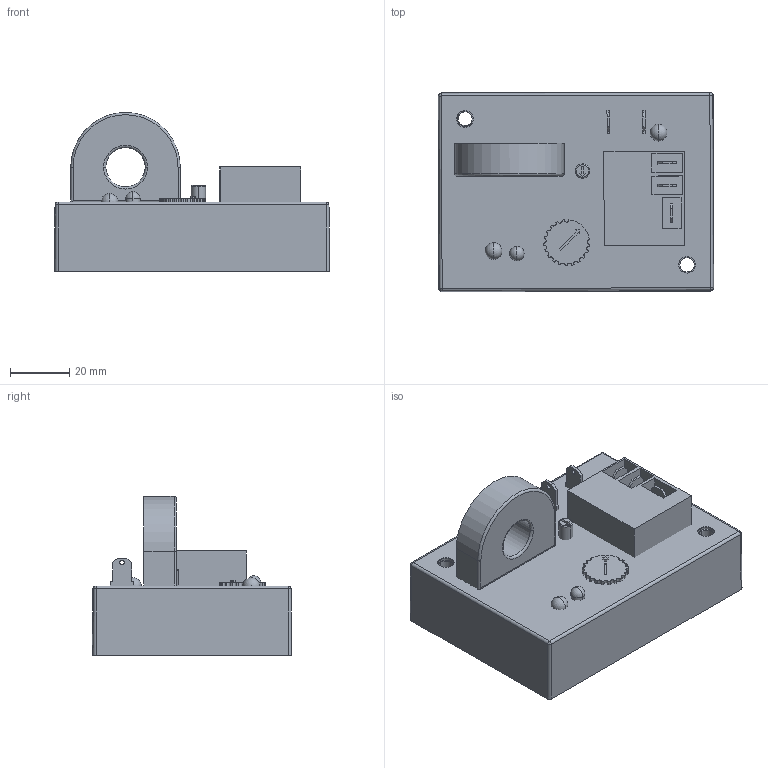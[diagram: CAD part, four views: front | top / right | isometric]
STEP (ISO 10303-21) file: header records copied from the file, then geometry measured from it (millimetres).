
FILE_DESCRIPTION (( 'STEP AP203' ), '1' );
FILE_NAME ('4395_7310_5395.STEP', '2015-09-21T19:45:11', ( 'Dave Forsythe' ), ( '' ), 'SwSTEP 2.0', 'SolidWorks 2004231', '' );
FILE_SCHEMA (( 'CONFIG_CONTROL_DESIGN' ));
Length unit declared in the file: inch
Products named in the file (1): 4395_7310_5395
Bounding box: 92.53 x 67.06 x 53.52 mm (x, y, z)
Surface area: 41209.4 mm2 (no closed solid volume)
Topology: 0 solids, 15 shells, 211 faces, 614 edges, 415 vertices
Faces by surface type: plane 100, cylinder 80, bspline 12, sphere 10, torus 5, cone 4
Entity records: 9043 total; most frequent: CARTESIAN_POINT 3521, DIRECTION 1162, ORIENTED_EDGE 1020, EDGE_CURVE 600, VERTEX_POINT 407, AXIS2_PLACEMENT_3D 404, LINE 354, VECTOR 354
